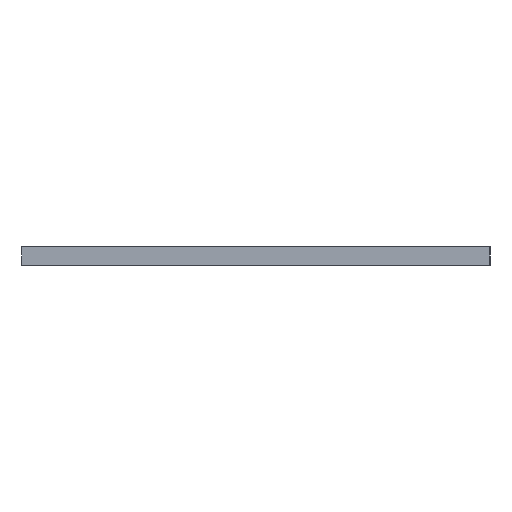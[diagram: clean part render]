
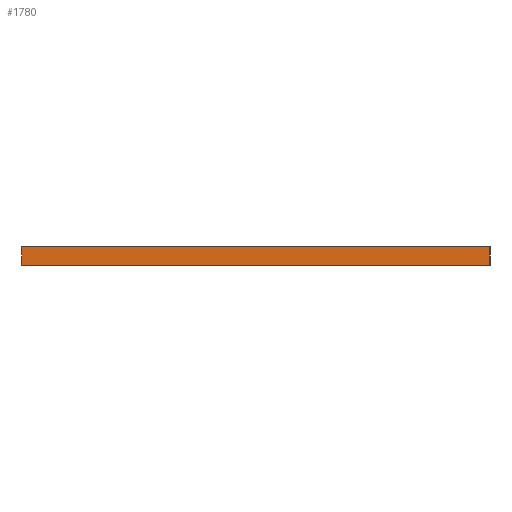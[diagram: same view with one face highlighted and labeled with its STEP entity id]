
A CAD part, left-side view. The second image highlights one B-rep face of the part: STEP entity #1780.
In plain terms, the highlighted planar face has unit normal (-1, 0, 0).
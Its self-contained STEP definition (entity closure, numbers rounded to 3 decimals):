
#86 = EDGE_CURVE ( 'NONE', #223, #1936, #1786, .T. ) ;
#96 = DIRECTION ( 'NONE',  ( 1., 0., 0. ) ) ;
#214 = DIRECTION ( 'NONE',  ( 0., -1., 0. ) ) ;
#223 = VERTEX_POINT ( 'NONE', #430 ) ;
#430 = CARTESIAN_POINT ( 'NONE',  ( 0., 25., 1. ) ) ;
#497 = EDGE_CURVE ( 'NONE', #223, #1898, #1166, .T. ) ;
#517 = LINE ( 'NONE', #1019, #1183 ) ;
#539 = DIRECTION ( 'NONE',  ( 0., 0., -1. ) ) ;
#585 = LINE ( 'NONE', #1668, #923 ) ;
#680 = CARTESIAN_POINT ( 'NONE',  ( 0., 0., 1. ) ) ;
#709 = DIRECTION ( 'NONE',  ( 0., -1., 0. ) ) ;
#725 = CARTESIAN_POINT ( 'NONE',  ( 0., 0., 1. ) ) ;
#755 = CARTESIAN_POINT ( 'NONE',  ( 0., 25., 0. ) ) ;
#806 = CARTESIAN_POINT ( 'NONE',  ( 0., 0., 1. ) ) ;
#810 = DIRECTION ( 'NONE',  ( 0., 0., -1. ) ) ;
#816 = EDGE_CURVE ( 'NONE', #1936, #1083, #517, .T. ) ;
#923 = VECTOR ( 'NONE', #539, 1000. ) ;
#947 = VECTOR ( 'NONE', #709, 1000. ) ;
#1013 = DIRECTION ( 'NONE',  ( 0., 0., -1. ) ) ;
#1019 = CARTESIAN_POINT ( 'NONE',  ( 0., 0., 0. ) ) ;
#1022 = AXIS2_PLACEMENT_3D ( 'NONE', #725, #96, #1013 ) ;
#1083 = VERTEX_POINT ( 'NONE', #1510 ) ;
#1166 = LINE ( 'NONE', #680, #947 ) ;
#1183 = VECTOR ( 'NONE', #214, 1000. ) ;
#1211 = ORIENTED_EDGE ( 'NONE', *, *, #86, .T. ) ;
#1250 = VECTOR ( 'NONE', #810, 1000. ) ;
#1289 = ORIENTED_EDGE ( 'NONE', *, *, #497, .F. ) ;
#1350 = FACE_OUTER_BOUND ( 'NONE', #1932, .T. ) ;
#1510 = CARTESIAN_POINT ( 'NONE',  ( 0., 0., 0. ) ) ;
#1659 = ORIENTED_EDGE ( 'NONE', *, *, #1765, .F. ) ;
#1666 = CARTESIAN_POINT ( 'NONE',  ( 0., 25., 1. ) ) ;
#1668 = CARTESIAN_POINT ( 'NONE',  ( 0., 0., 1. ) ) ;
#1765 = EDGE_CURVE ( 'NONE', #1898, #1083, #585, .T. ) ;
#1780 = ADVANCED_FACE ( 'NONE', ( #1350 ), #1823, .F. ) ;
#1786 = LINE ( 'NONE', #1666, #1250 ) ;
#1796 = ORIENTED_EDGE ( 'NONE', *, *, #816, .T. ) ;
#1823 = PLANE ( 'NONE',  #1022 ) ;
#1898 = VERTEX_POINT ( 'NONE', #806 ) ;
#1932 = EDGE_LOOP ( 'NONE', ( #1796, #1659, #1289, #1211 ) ) ;
#1936 = VERTEX_POINT ( 'NONE', #755 ) ;
